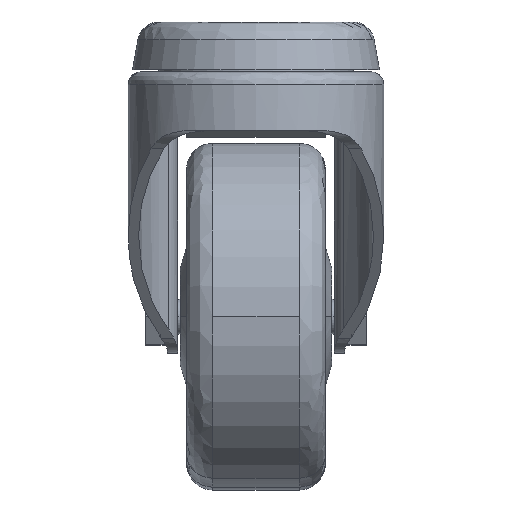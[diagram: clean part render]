
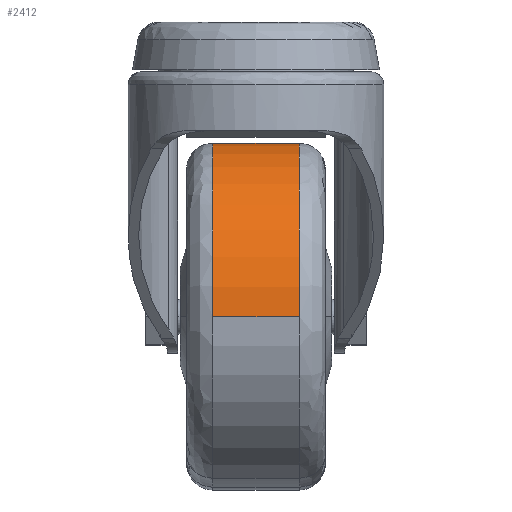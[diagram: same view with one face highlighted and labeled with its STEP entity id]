
A CAD part, front view. The second image highlights one B-rep face of the part: STEP entity #2412.
In plain terms, the highlighted cylindrical face has radius 40 mm (diameter 80 mm), a partial arc.
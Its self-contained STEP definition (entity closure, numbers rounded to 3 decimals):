
#45 = EDGE_CURVE ( 'NONE', #2867, #8379, #4411, .T. ) ;
#183 = DIRECTION ( 'NONE',  ( 1., 0., 0. ) ) ;
#211 = EDGE_LOOP ( 'NONE', ( #2545, #7728, #897, #1819, #2210, #4172 ) ) ;
#274 = CIRCLE ( 'NONE', #3822, 40. ) ;
#823 = VECTOR ( 'NONE', #4256, 1000. ) ;
#897 = ORIENTED_EDGE ( 'NONE', *, *, #45, .T. ) ;
#1281 = VERTEX_POINT ( 'NONE', #3481 ) ;
#1379 = DIRECTION ( 'NONE',  ( 0., 1., 0. ) ) ;
#1720 = EDGE_CURVE ( 'NONE', #1281, #2787, #274, .T. ) ;
#1819 = ORIENTED_EDGE ( 'NONE', *, *, #2622, .T. ) ;
#1945 = CARTESIAN_POINT ( 'NONE',  ( -5., 74., 40. ) ) ;
#2210 = ORIENTED_EDGE ( 'NONE', *, *, #1720, .T. ) ;
#2412 = ADVANCED_FACE ( 'NONE', ( #4308 ), #7803, .T. ) ;
#2545 = ORIENTED_EDGE ( 'NONE', *, *, #6989, .T. ) ;
#2622 = EDGE_CURVE ( 'NONE', #8379, #1281, #7387, .T. ) ;
#2627 = CARTESIAN_POINT ( 'NONE',  ( 10., 74., 40. ) ) ;
#2696 = DIRECTION ( 'NONE',  ( 0., 1., 0. ) ) ;
#2711 = VERTEX_POINT ( 'NONE', #5370 ) ;
#2734 = VERTEX_POINT ( 'NONE', #4749 ) ;
#2787 = VERTEX_POINT ( 'NONE', #2627 ) ;
#2867 = VERTEX_POINT ( 'NONE', #5559 ) ;
#3124 = LINE ( 'NONE', #1945, #823 ) ;
#3143 = VECTOR ( 'NONE', #183, 1000. ) ;
#3194 = EDGE_CURVE ( 'NONE', #2734, #2867, #5654, .T. ) ;
#3481 = CARTESIAN_POINT ( 'NONE',  ( 10., 34., 80. ) ) ;
#3538 = DIRECTION ( 'NONE',  ( 0., 1., 0. ) ) ;
#3574 = DIRECTION ( 'NONE',  ( -1., 0., 0. ) ) ;
#3716 = DIRECTION ( 'NONE',  ( 0., 1., 0. ) ) ;
#3822 = AXIS2_PLACEMENT_3D ( 'NONE', #8057, #6686, #1379 ) ;
#4060 = DIRECTION ( 'NONE',  ( 1., 0., 0. ) ) ;
#4117 = AXIS2_PLACEMENT_3D ( 'NONE', #8187, #3574, #3538 ) ;
#4171 = AXIS2_PLACEMENT_3D ( 'NONE', #4300, #5011, #3716 ) ;
#4172 = ORIENTED_EDGE ( 'NONE', *, *, #6916, .F. ) ;
#4256 = DIRECTION ( 'NONE',  ( 1., 0., 0. ) ) ;
#4300 = CARTESIAN_POINT ( 'NONE',  ( -10., 34., 40. ) ) ;
#4308 = FACE_OUTER_BOUND ( 'NONE', #211, .T. ) ;
#4337 = AXIS2_PLACEMENT_3D ( 'NONE', #6670, #5350, #2696 ) ;
#4411 = LINE ( 'NONE', #6882, #3143 ) ;
#4532 = CARTESIAN_POINT ( 'NONE',  ( 10., -6., 40. ) ) ;
#4749 = CARTESIAN_POINT ( 'NONE',  ( -10., 34., 80. ) ) ;
#5011 = DIRECTION ( 'NONE',  ( 1., 0., 0. ) ) ;
#5350 = DIRECTION ( 'NONE',  ( 1., 0., 0. ) ) ;
#5370 = CARTESIAN_POINT ( 'NONE',  ( -10., 74., 40. ) ) ;
#5417 = AXIS2_PLACEMENT_3D ( 'NONE', #8550, #4060, #8605 ) ;
#5559 = CARTESIAN_POINT ( 'NONE',  ( -10., -6., 40. ) ) ;
#5654 = CIRCLE ( 'NONE', #5417, 40. ) ;
#6670 = CARTESIAN_POINT ( 'NONE',  ( -5., 34., 40. ) ) ;
#6686 = DIRECTION ( 'NONE',  ( -1., 0., 0. ) ) ;
#6882 = CARTESIAN_POINT ( 'NONE',  ( -5., -6., 40. ) ) ;
#6916 = EDGE_CURVE ( 'NONE', #2711, #2787, #3124, .T. ) ;
#6989 = EDGE_CURVE ( 'NONE', #2711, #2734, #8074, .T. ) ;
#7387 = CIRCLE ( 'NONE', #4117, 40. ) ;
#7728 = ORIENTED_EDGE ( 'NONE', *, *, #3194, .T. ) ;
#7803 = CYLINDRICAL_SURFACE ( 'NONE', #4337, 40. ) ;
#8057 = CARTESIAN_POINT ( 'NONE',  ( 10., 34., 40. ) ) ;
#8074 = CIRCLE ( 'NONE', #4171, 40. ) ;
#8187 = CARTESIAN_POINT ( 'NONE',  ( 10., 34., 40. ) ) ;
#8379 = VERTEX_POINT ( 'NONE', #4532 ) ;
#8550 = CARTESIAN_POINT ( 'NONE',  ( -10., 34., 40. ) ) ;
#8605 = DIRECTION ( 'NONE',  ( 0., 1., 0. ) ) ;
